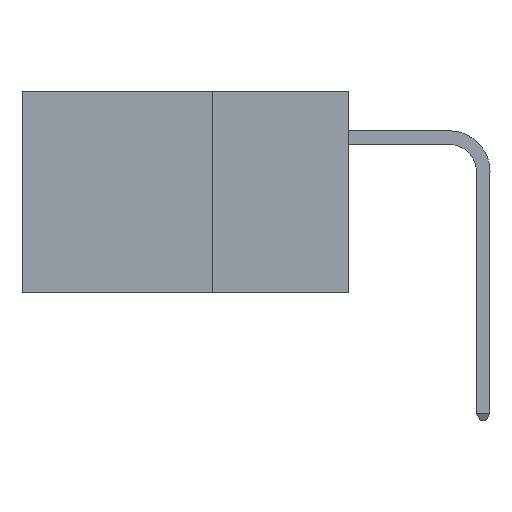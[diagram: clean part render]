
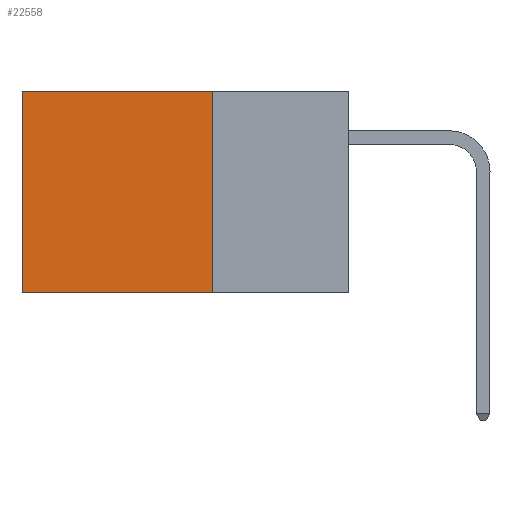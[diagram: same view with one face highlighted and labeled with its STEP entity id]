
A CAD part, left-side view. The second image highlights one B-rep face of the part: STEP entity #22558.
In plain terms, the highlighted planar face has unit normal (-1, 0, 0).
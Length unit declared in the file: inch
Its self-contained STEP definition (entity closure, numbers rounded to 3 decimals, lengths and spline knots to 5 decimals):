
#651 = DIRECTION ( 'NONE',  ( 0., 0., -1. ) ) ;
#1218 = DIRECTION ( 'NONE',  ( 0., 0., -1. ) ) ;
#1967 = EDGE_CURVE ( 'NONE', #10841, #7947, #2918, .T. ) ;
#2553 = VECTOR ( 'NONE', #651, 39.37008 ) ;
#2918 = LINE ( 'NONE', #9679, #21834 ) ;
#3165 = DIRECTION ( 'NONE',  ( 0., 0., -1. ) ) ;
#3182 = EDGE_LOOP ( 'NONE', ( #8977, #10406, #10947, #26064 ) ) ;
#4375 = VECTOR ( 'NONE', #3165, 39.37008 ) ;
#5298 = VECTOR ( 'NONE', #20590, 39.37008 ) ;
#7947 = VERTEX_POINT ( 'NONE', #18523 ) ;
#8473 = CARTESIAN_POINT ( 'NONE',  ( 0.2875, 0.25, 0. ) ) ;
#8723 = CARTESIAN_POINT ( 'NONE',  ( 0.2875, 0.6, 0. ) ) ;
#8977 = ORIENTED_EDGE ( 'NONE', *, *, #15911, .T. ) ;
#9290 = VERTEX_POINT ( 'NONE', #10201 ) ;
#9679 = CARTESIAN_POINT ( 'NONE',  ( 0.2875, 0.25, 0. ) ) ;
#10201 = CARTESIAN_POINT ( 'NONE',  ( 0.2875, 0.25, -0.37 ) ) ;
#10406 = ORIENTED_EDGE ( 'NONE', *, *, #18555, .F. ) ;
#10775 = AXIS2_PLACEMENT_3D ( 'NONE', #14174, #17344, #1218 ) ;
#10841 = VERTEX_POINT ( 'NONE', #11733 ) ;
#10947 = ORIENTED_EDGE ( 'NONE', *, *, #21857, .F. ) ;
#11733 = CARTESIAN_POINT ( 'NONE',  ( 0.2875, 0.25, 0. ) ) ;
#12338 = DIRECTION ( 'NONE',  ( 0., 1., 0. ) ) ;
#14174 = CARTESIAN_POINT ( 'NONE',  ( 0.2875, 0.25, 0. ) ) ;
#15911 = EDGE_CURVE ( 'NONE', #7947, #19886, #24849, .T. ) ;
#16508 = FACE_OUTER_BOUND ( 'NONE', #3182, .T. ) ;
#17344 = DIRECTION ( 'NONE',  ( 1., 0., 0. ) ) ;
#18523 = CARTESIAN_POINT ( 'NONE',  ( 0.2875, 0.6, 0. ) ) ;
#18555 = EDGE_CURVE ( 'NONE', #9290, #19886, #32978, .T. ) ;
#19886 = VERTEX_POINT ( 'NONE', #34139 ) ;
#20590 = DIRECTION ( 'NONE',  ( 0., 1., 0. ) ) ;
#21834 = VECTOR ( 'NONE', #12338, 39.37008 ) ;
#21857 = EDGE_CURVE ( 'NONE', #10841, #9290, #33707, .T. ) ;
#22558 = ADVANCED_FACE ( 'NONE', ( #16508 ), #30269, .F. ) ;
#24849 = LINE ( 'NONE', #8723, #2553 ) ;
#26064 = ORIENTED_EDGE ( 'NONE', *, *, #1967, .T. ) ;
#30269 = PLANE ( 'NONE',  #10775 ) ;
#32978 = LINE ( 'NONE', #33891, #5298 ) ;
#33707 = LINE ( 'NONE', #8473, #4375 ) ;
#33891 = CARTESIAN_POINT ( 'NONE',  ( 0.2875, 0.25, -0.37 ) ) ;
#34139 = CARTESIAN_POINT ( 'NONE',  ( 0.2875, 0.6, -0.37 ) ) ;
